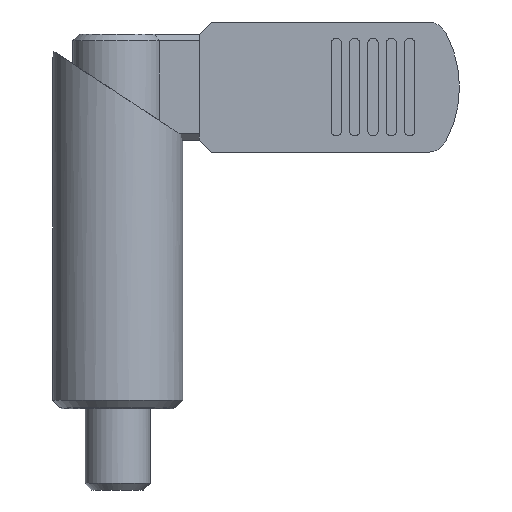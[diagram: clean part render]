
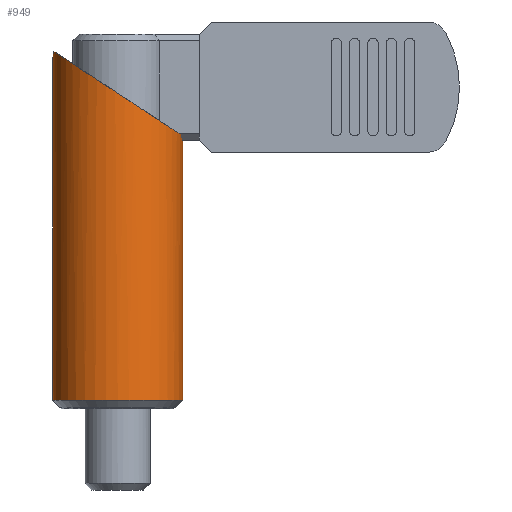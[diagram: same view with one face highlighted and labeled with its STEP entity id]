
A CAD part, front view. The second image highlights one B-rep face of the part: STEP entity #949.
In plain terms, the highlighted cylindrical face has radius 8 mm (diameter 16 mm), a partial arc.
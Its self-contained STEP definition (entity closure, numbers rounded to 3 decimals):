
#641=EDGE_CURVE('',#779,#1477,#1665,.T.);
#779=VERTEX_POINT('',#1811);
#833=EDGE_CURVE('',#779,#1001,#1878,.T.);
#949=ADVANCED_FACE('',(#2008),#2009,.T.);
#1001=VERTEX_POINT('',#2066);
#1039=VERTEX_POINT('',#2107);
#1067=EDGE_CURVE('',#1039,#1001,#2137,.T.);
#1379=EDGE_CURVE('',#1515,#1477,#2489,.T.);
#1477=VERTEX_POINT('',#2597);
#1497=EDGE_CURVE('',#1039,#1515,#2618,.T.);
#1515=VERTEX_POINT('',#2639);
#1665=LINE('',#2825,#2826);
#1811=CARTESIAN_POINT('',(-8.0,0.,1.));
#1878=CIRCLE('',#3125,8.0);
#2008=FACE_OUTER_BOUND('',#3294,.T.);
#2009=CYLINDRICAL_SURFACE('',#3295,8.0);
#2066=CARTESIAN_POINT('',(8.0,0.,1.));
#2107=CARTESIAN_POINT('',(8.0,0.,33.5));
#2137=LINE('',#3467,#3468);
#2489=B_SPLINE_CURVE_WITH_KNOTS('',3,(#3953,#3954,#3955,#3956,#3957,#3958,#3959,#3960,#3961,#3962,#3963,#3964,#3965,#3966),.UNSPECIFIED.,.F.,.F.,(4,2,2,2,2,2,4),(0.768,1.009,1.346,1.682,2.019,2.355,2.692),.UNSPECIFIED.);
#2597=CARTESIAN_POINT('',(-8.,0.,42.888));
#2618=ELLIPSE('',#4140,9.569,8.0);
#2639=CARTESIAN_POINT('',(-7.838,-1.603,43.894));
#2825=CARTESIAN_POINT('',(-8.0,0.,22.5));
#2826=VECTOR('',#4334,1.0);
#3125=AXIS2_PLACEMENT_3D('',#4551,#4552,#4553);
#3294=EDGE_LOOP('',(#4714,#4715,#4716,#4717,#4718));
#3295=AXIS2_PLACEMENT_3D('',#4719,#4720,#4721);
#3467=CARTESIAN_POINT('',(8.0,0.,22.5));
#3468=VECTOR('',#4851,1.0);
#3953=CARTESIAN_POINT('',(-7.838,-1.603,43.894));
#3954=CARTESIAN_POINT('',(-7.845,-1.566,43.817));
#3955=CARTESIAN_POINT('',(-7.854,-1.524,43.743));
#3956=CARTESIAN_POINT('',(-7.875,-1.411,43.577));
#3957=CARTESIAN_POINT('',(-7.888,-1.337,43.488));
#3958=CARTESIAN_POINT('',(-7.913,-1.18,43.33));
#3959=CARTESIAN_POINT('',(-7.926,-1.091,43.256));
#3960=CARTESIAN_POINT('',(-7.95,-0.897,43.125));
#3961=CARTESIAN_POINT('',(-7.961,-0.792,43.069));
#3962=CARTESIAN_POINT('',(-7.98,-0.573,42.978));
#3963=CARTESIAN_POINT('',(-7.988,-0.458,42.944));
#3964=CARTESIAN_POINT('',(-7.998,-0.228,42.898));
#3965=CARTESIAN_POINT('',(-8.,-0.112,42.888));
#3966=CARTESIAN_POINT('',(-8.,0.,42.888));
#4140=AXIS2_PLACEMENT_3D('',#5430,#5431,#5432);
#4334=DIRECTION('',(0.,0.,1.0));
#4551=CARTESIAN_POINT('',(0.,0.,1.));
#4552=DIRECTION('',(0.,0.,1.0));
#4553=DIRECTION('',(-1.0,0.,0.));
#4714=ORIENTED_EDGE('',*,*,#641,.F.);
#4715=ORIENTED_EDGE('',*,*,#833,.T.);
#4716=ORIENTED_EDGE('',*,*,#1067,.F.);
#4717=ORIENTED_EDGE('',*,*,#1497,.T.);
#4718=ORIENTED_EDGE('',*,*,#1379,.T.);
#4719=CARTESIAN_POINT('',(0.,0.,22.5));
#4720=DIRECTION('',(0.,0.,-1.0));
#4721=DIRECTION('',(-1.0,0.,0.));
#4851=DIRECTION('',(0.,0.,-1.0));
#5430=CARTESIAN_POINT('',(0.,0.,38.75));
#5431=DIRECTION('',(-0.549,0.,-0.836));
#5432=DIRECTION('',(-0.836,0.,0.549));
